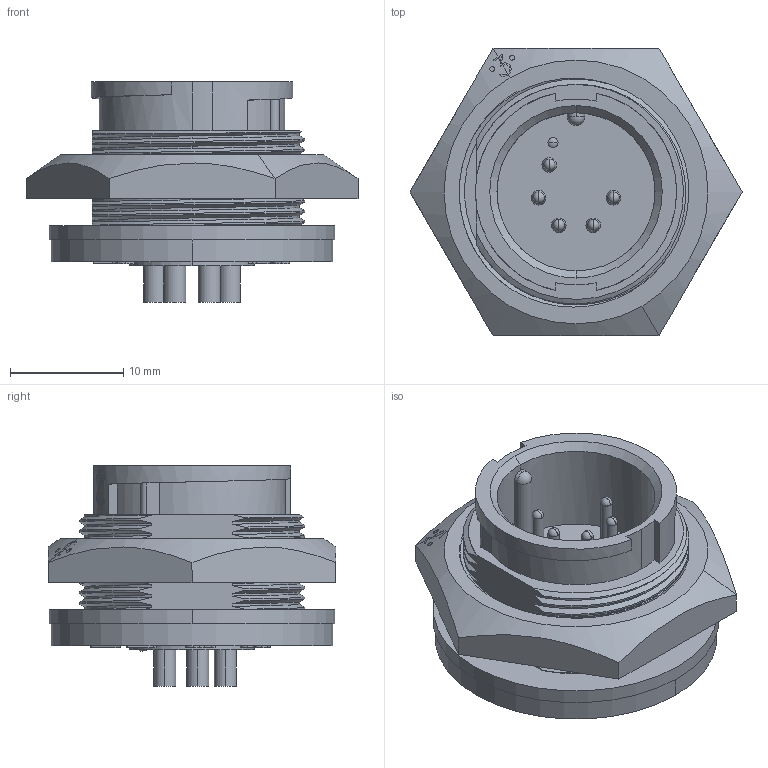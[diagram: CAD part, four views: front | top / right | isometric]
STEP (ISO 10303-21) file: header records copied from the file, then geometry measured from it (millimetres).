
FILE_DESCRIPTION (( 'STEP AP203' ), '1' );
FILE_NAME ('4280-5PG-300.STEP', '2021-04-08T19:50:37', ( '' ), ( '' ), 'SwSTEP 2.0', 'SolidWorks 2020', '' );
FILE_SCHEMA (( 'CONFIG_CONTROL_DESIGN' ));
Length unit declared in the file: inch
Products named in the file (1): 4280-5PG-300
Bounding box: 29.33 x 25.4 x 19.47 mm (x, y, z)
Volume: 4628.8 mm3; surface area: 4049.2 mm2
Topology: 7 solids, 7 shells, 417 faces, 1103 edges, 721 vertices
Faces by surface type: plane 159, bspline 114, cylinder 94, cone 35, sphere 15
Entity records: 24395 total; most frequent: CARTESIAN_POINT 15304, ORIENTED_EDGE 2182, DIRECTION 1360, EDGE_CURVE 1091, VERTEX_POINT 720, LINE 526, VECTOR 526, EDGE_LOOP 451
